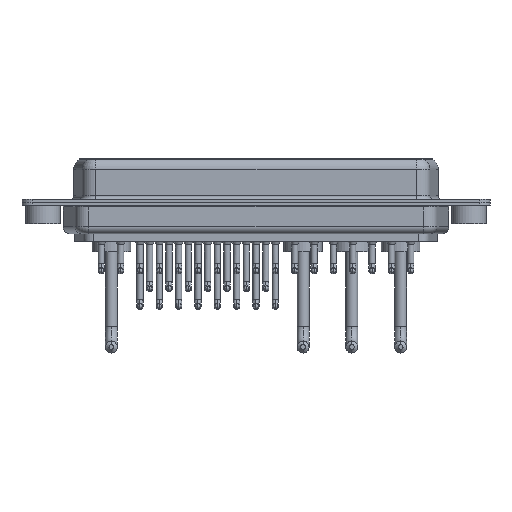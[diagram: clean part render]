
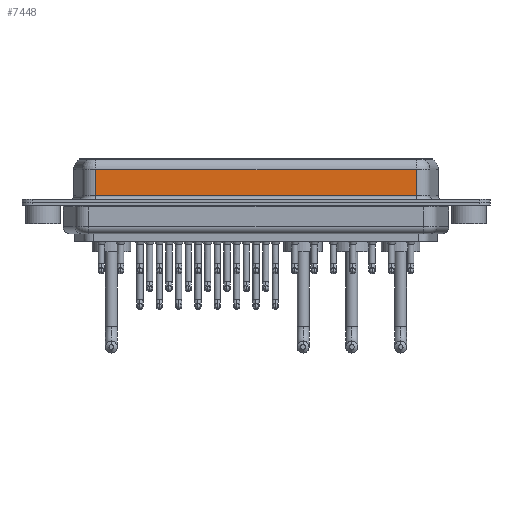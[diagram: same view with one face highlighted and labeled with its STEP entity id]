
A CAD part, front view. The second image highlights one B-rep face of the part: STEP entity #7448.
In plain terms, the highlighted planar face has unit normal (0, -1, 0).
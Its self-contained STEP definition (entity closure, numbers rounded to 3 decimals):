
#2806 = VECTOR ( 'NONE', #17008, 1000. ) ;
#3393 = ORIENTED_EDGE ( 'NONE', *, *, #4392, .F. ) ;
#4211 = FACE_OUTER_BOUND ( 'NONE', #11404, .T. ) ;
#4392 = EDGE_CURVE ( 'NONE', #13320, #6925, #17526, .T. ) ;
#5029 = ORIENTED_EDGE ( 'NONE', *, *, #15104, .T. ) ;
#5453 = CARTESIAN_POINT ( 'NONE',  ( 53.41, -5.375, 4.65 ) ) ;
#5795 = DIRECTION ( 'NONE',  ( 1., 0., 0. ) ) ;
#6231 = CARTESIAN_POINT ( 'NONE',  ( 53.41, -5.375, 6.4 ) ) ;
#6391 = CARTESIAN_POINT ( 'NONE',  ( 53.41, -5.375, 4.65 ) ) ;
#6787 = VERTEX_POINT ( 'NONE', #23330 ) ;
#6925 = VERTEX_POINT ( 'NONE', #24649 ) ;
#7448 = ADVANCED_FACE ( 'NONE', ( #4211 ), #22347, .F. ) ;
#8724 = VERTEX_POINT ( 'NONE', #15425 ) ;
#11404 = EDGE_LOOP ( 'NONE', ( #3393, #22998, #5029, #12907 ) ) ;
#12806 = DIRECTION ( 'NONE',  ( -1., 0., 0. ) ) ;
#12907 = ORIENTED_EDGE ( 'NONE', *, *, #28122, .T. ) ;
#13062 = LINE ( 'NONE', #26749, #21253 ) ;
#13320 = VERTEX_POINT ( 'NONE', #5453 ) ;
#14643 = LINE ( 'NONE', #19547, #2806 ) ;
#15104 = EDGE_CURVE ( 'NONE', #6787, #8724, #14643, .T. ) ;
#15425 = CARTESIAN_POINT ( 'NONE',  ( 7.59, -5.375, 0.9 ) ) ;
#17008 = DIRECTION ( 'NONE',  ( 0., 0., -1. ) ) ;
#17403 = LINE ( 'NONE', #6391, #25975 ) ;
#17526 = LINE ( 'NONE', #6231, #22999 ) ;
#17871 = CARTESIAN_POINT ( 'NONE',  ( 53.41, -5.375, 6.4 ) ) ;
#18023 = DIRECTION ( 'NONE',  ( 0., 1., 0. ) ) ;
#19547 = CARTESIAN_POINT ( 'NONE',  ( 7.59, -5.375, 6.4 ) ) ;
#21253 = VECTOR ( 'NONE', #5795, 1000. ) ;
#22347 = PLANE ( 'NONE',  #25785 ) ;
#22998 = ORIENTED_EDGE ( 'NONE', *, *, #26380, .T. ) ;
#22999 = VECTOR ( 'NONE', #23648, 1000. ) ;
#23330 = CARTESIAN_POINT ( 'NONE',  ( 7.59, -5.375, 4.65 ) ) ;
#23648 = DIRECTION ( 'NONE',  ( 0., 0., -1. ) ) ;
#24649 = CARTESIAN_POINT ( 'NONE',  ( 53.41, -5.375, 0.9 ) ) ;
#25785 = AXIS2_PLACEMENT_3D ( 'NONE', #17871, #18023, #26954 ) ;
#25975 = VECTOR ( 'NONE', #12806, 1000. ) ;
#26380 = EDGE_CURVE ( 'NONE', #13320, #6787, #17403, .T. ) ;
#26749 = CARTESIAN_POINT ( 'NONE',  ( 53.41, -5.375, 0.9 ) ) ;
#26954 = DIRECTION ( 'NONE',  ( 0., 0., 1. ) ) ;
#28122 = EDGE_CURVE ( 'NONE', #8724, #6925, #13062, .T. ) ;
